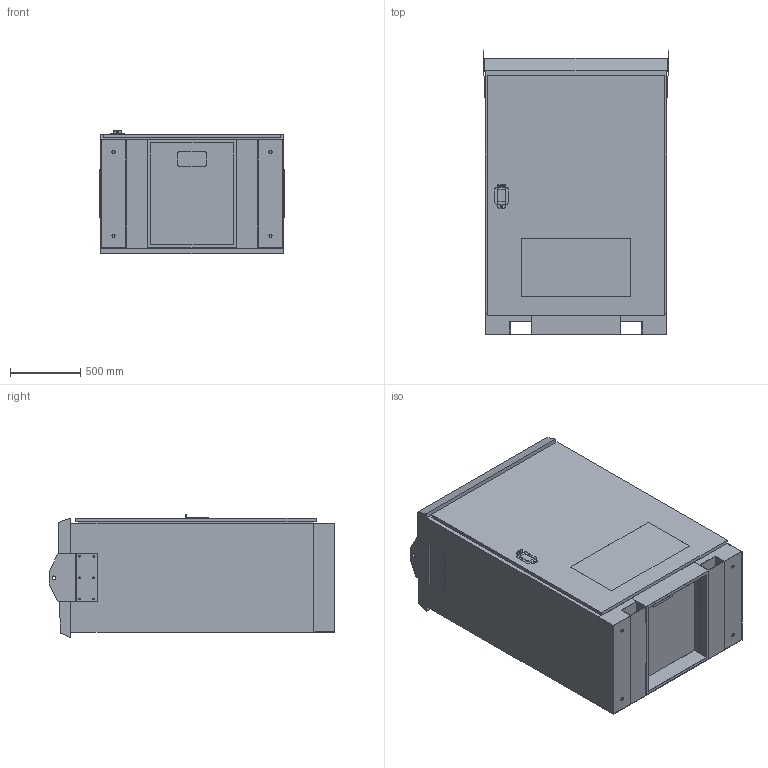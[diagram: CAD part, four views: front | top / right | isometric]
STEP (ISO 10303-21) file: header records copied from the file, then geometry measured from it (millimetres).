
FILE_DESCRIPTION (( 'STEP AP214' ), '1' );
FILE_NAME ('HED.STEP', '2025-09-12T21:26:43', ( '' ), ( '' ), 'SwSTEP 2.0', 'SolidWorks 2016', '' );
FILE_SCHEMA (( 'AUTOMOTIVE_DESIGN' ));
Length unit declared in the file: inch
Products named in the file (5): HED Item 2; HED; HED Item 1; 5009-925 Rev A; 5007-027
Assembly tree (5 placements, depth 2):
  HED
    HED Item 1
    HED Item 2
    5007-027
    5009-925 Rev A  x2
Bounding box: 1320.8 x 2035.17 x 875.98 mm (x, y, z)
Volume: 1912385806.4 mm3; surface area: 16035212.5 mm2
Topology: 5 solids, 5 shells, 202 faces, 508 edges, 336 vertices
Faces by surface type: plane 128, cylinder 74
Entity records: 5504 total; most frequent: DIRECTION 924, CARTESIAN_POINT 908, ORIENTED_EDGE 872, EDGE_CURVE 436, VECTOR 316, LINE 316, AXIS2_PLACEMENT_3D 304, VERTEX_POINT 288
